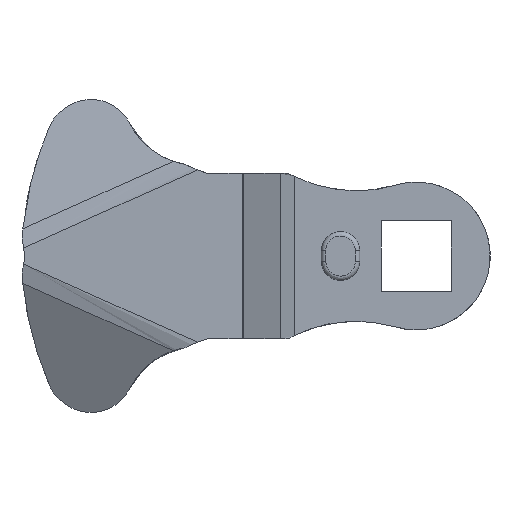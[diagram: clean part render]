
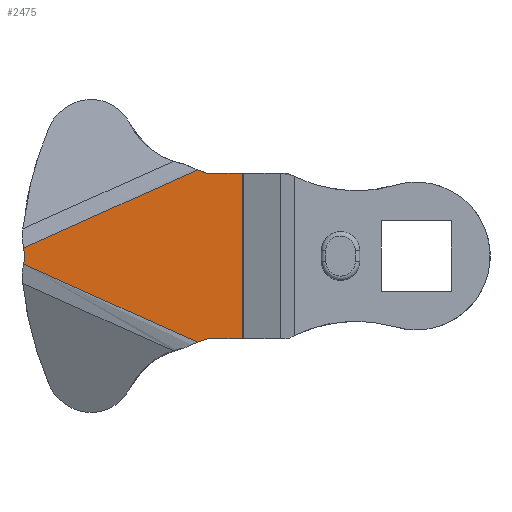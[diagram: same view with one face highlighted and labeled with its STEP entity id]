
A CAD part, front view. The second image highlights one B-rep face of the part: STEP entity #2475.
In plain terms, the highlighted free-form (B-spline) face has degree [1, 1] with [2, 2] control points.
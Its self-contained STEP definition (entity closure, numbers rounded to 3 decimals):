
#109=CARTESIAN_POINT('',(-20.,-4.,-9.5));
#110=VERTEX_POINT('',#109);
#131=CARTESIAN_POINT('',(-20.,-4.,9.5));
#132=VERTEX_POINT('',#131);
#146=CARTESIAN_POINT('',(-20.,-4.,-9.5));
#147=CARTESIAN_POINT('',(-20.,-4.,9.5));
#148=QUASI_UNIFORM_CURVE('',1,(#146,#147),.UNSPECIFIED.,.F.,.U.);
#149=EDGE_CURVE('',#110,#132,#148,.T.);
#308=CARTESIAN_POINT('',(-45.149,-4.,0.922));
#309=VERTEX_POINT('',#308);
#325=CARTESIAN_POINT('',(-25.179,-4.,9.903));
#326=VERTEX_POINT('',#325);
#327=CARTESIAN_POINT('',(-25.179,-4.,9.903));
#328=CARTESIAN_POINT('',(-45.149,-4.,0.922));
#329=QUASI_UNIFORM_CURVE('',1,(#327,#328),.UNSPECIFIED.,.F.,.U.);
#330=EDGE_CURVE('',#326,#309,#329,.T.);
#385=CARTESIAN_POINT('',(-25.179,-4.,-9.903));
#386=VERTEX_POINT('',#385);
#398=CARTESIAN_POINT('',(-45.149,-4.,-0.922));
#399=VERTEX_POINT('',#398);
#400=CARTESIAN_POINT('',(-45.149,-4.,-0.922));
#401=CARTESIAN_POINT('',(-25.179,-4.,-9.903));
#402=QUASI_UNIFORM_CURVE('',1,(#400,#401),.UNSPECIFIED.,.F.,.U.);
#403=EDGE_CURVE('',#399,#386,#402,.T.);
#953=CARTESIAN_POINT('',(-45.,-4.,0.));
#954=VERTEX_POINT('',#953);
#955=CARTESIAN_POINT('',(-45.,-4.,0.));
#956=CARTESIAN_POINT('',(-45.149,-4.,-0.922));
#957=QUASI_UNIFORM_CURVE('',1,(#955,#956),.UNSPECIFIED.,.F.,.U.);
#958=EDGE_CURVE('',#954,#399,#957,.T.);
#1336=CARTESIAN_POINT('',(-23.998,-4.,-9.5));
#1337=VERTEX_POINT('',#1336);
#1338=CARTESIAN_POINT('',(-25.179,-4.,-9.903));
#1339=CARTESIAN_POINT('',(-24.598,-4.,-9.673));
#1340=CARTESIAN_POINT('',(-23.998,-4.,-9.5));
#1348=(BOUNDED_CURVE()B_SPLINE_CURVE(2,(#1338,#1339,#1340),.UNSPECIFIED.,.F.,.U.)CURVE()GEOMETRIC_REPRESENTATION_ITEM()QUASI_UNIFORM_CURVE()RATIONAL_B_SPLINE_CURVE((1.0,0.999,1.0))REPRESENTATION_ITEM(''));
#1349=EDGE_CURVE('',#386,#1337,#1348,.T.);
#1457=CARTESIAN_POINT('',(-23.998,-4.,9.5));
#1458=VERTEX_POINT('',#1457);
#1459=CARTESIAN_POINT('',(-23.998,-4.,9.5));
#1460=CARTESIAN_POINT('',(-24.598,-4.,9.673));
#1461=CARTESIAN_POINT('',(-25.179,-4.,9.903));
#1469=(BOUNDED_CURVE()B_SPLINE_CURVE(2,(#1459,#1460,#1461),.UNSPECIFIED.,.F.,.U.)CURVE()GEOMETRIC_REPRESENTATION_ITEM()QUASI_UNIFORM_CURVE()RATIONAL_B_SPLINE_CURVE((1.0,0.999,1.0))REPRESENTATION_ITEM(''));
#1470=EDGE_CURVE('',#1458,#326,#1469,.T.);
#2220=CARTESIAN_POINT('',(-20.,-4.,9.5));
#2221=CARTESIAN_POINT('',(-23.998,-4.,9.5));
#2222=QUASI_UNIFORM_CURVE('',1,(#2220,#2221),.UNSPECIFIED.,.F.,.U.);
#2223=EDGE_CURVE('',#132,#1458,#2222,.T.);
#2252=CARTESIAN_POINT('',(-20.,-4.,-9.5));
#2253=CARTESIAN_POINT('',(-23.998,-4.,-9.5));
#2254=QUASI_UNIFORM_CURVE('',1,(#2252,#2253),.UNSPECIFIED.,.F.,.U.);
#2255=EDGE_CURVE('',#110,#1337,#2254,.T.);
#2455=CARTESIAN_POINT('',(-46.405,-4.,-10.892));
#2456=CARTESIAN_POINT('',(-46.405,-4.,10.892));
#2457=CARTESIAN_POINT('',(-18.744,-4.,-10.892));
#2458=CARTESIAN_POINT('',(-18.744,-4.,10.892));
#2459=B_SPLINE_SURFACE_WITH_KNOTS('',1,1,((#2455,#2457),(#2456,#2458)),.UNSPECIFIED.,.F.,.F.,.U.,(2,2),(2,2),(0.0,21.784),(0.0,27.661),.UNSPECIFIED.);
#2460=ORIENTED_EDGE('',*,*,#2255,.F.);
#2461=ORIENTED_EDGE('',*,*,#149,.T.);
#2462=ORIENTED_EDGE('',*,*,#2223,.T.);
#2463=ORIENTED_EDGE('',*,*,#1470,.T.);
#2464=ORIENTED_EDGE('',*,*,#330,.T.);
#2465=CARTESIAN_POINT('',(-45.149,-4.,0.922));
#2466=CARTESIAN_POINT('',(-45.,-4.,0.));
#2467=QUASI_UNIFORM_CURVE('',1,(#2465,#2466),.UNSPECIFIED.,.F.,.U.);
#2468=EDGE_CURVE('',#309,#954,#2467,.T.);
#2469=ORIENTED_EDGE('',*,*,#2468,.T.);
#2470=ORIENTED_EDGE('',*,*,#958,.T.);
#2471=ORIENTED_EDGE('',*,*,#403,.T.);
#2472=ORIENTED_EDGE('',*,*,#1349,.T.);
#2473=EDGE_LOOP('',(#2460,#2461,#2462,#2463,#2464,#2469,#2470,#2471,#2472));
#2474=FACE_OUTER_BOUND('',#2473,.T.);
#2475=ADVANCED_FACE('',(#2474),#2459,.F.);
